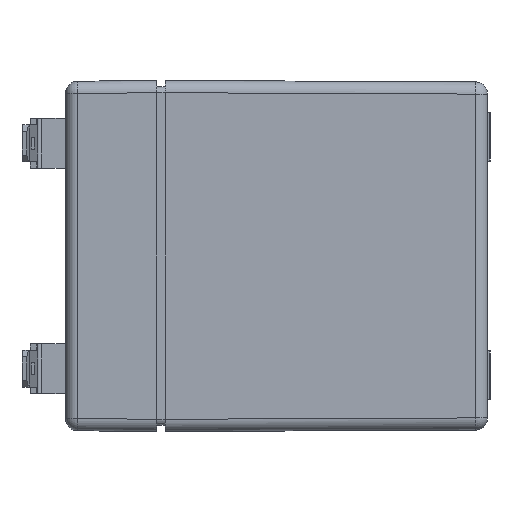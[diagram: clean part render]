
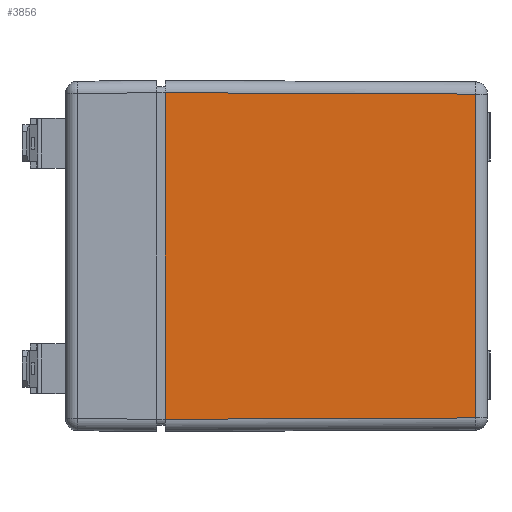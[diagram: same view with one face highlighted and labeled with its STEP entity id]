
A CAD part, left-side view. The second image highlights one B-rep face of the part: STEP entity #3856.
In plain terms, the highlighted planar face has unit normal (-1, -0.004, 0).
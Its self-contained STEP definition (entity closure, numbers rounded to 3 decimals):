
#123 = AXIS2_PLACEMENT_3D ( 'NONE', #4614, #1010, #4170 ) ;
#126 = LINE ( 'NONE', #158, #3397 ) ;
#158 = CARTESIAN_POINT ( 'NONE',  ( -48.5, 0.007, -20. ) ) ;
#435 = VERTEX_POINT ( 'NONE', #4113 ) ;
#1010 = DIRECTION ( 'NONE',  ( -1., -0.004, 0. ) ) ;
#1109 = FACE_OUTER_BOUND ( 'NONE', #2066, .T. ) ;
#1582 = VECTOR ( 'NONE', #1719, 1000. ) ;
#1598 = LINE ( 'NONE', #5209, #4941 ) ;
#1669 = CARTESIAN_POINT ( 'NONE',  ( -48.332, -38.507, 19.832 ) ) ;
#1719 = DIRECTION ( 'NONE',  ( 0., 0., 1. ) ) ;
#1880 = VERTEX_POINT ( 'NONE', #1669 ) ;
#2066 = EDGE_LOOP ( 'NONE', ( #4143, #5086, #2683, #5392 ) ) ;
#2086 = CARTESIAN_POINT ( 'NONE',  ( -48.498, -0.5, -19.998 ) ) ;
#2100 = CARTESIAN_POINT ( 'NONE',  ( -48.498, -0.5, 19.998 ) ) ;
#2178 = EDGE_CURVE ( 'NONE', #3485, #435, #126, .T. ) ;
#2395 = LINE ( 'NONE', #4198, #3399 ) ;
#2525 = LINE ( 'NONE', #5179, #1582 ) ;
#2533 = PLANE ( 'NONE',  #123 ) ;
#2683 = ORIENTED_EDGE ( 'NONE', *, *, #3575, .T. ) ;
#2689 = EDGE_CURVE ( 'NONE', #3485, #4676, #2395, .T. ) ;
#3397 = VECTOR ( 'NONE', #5071, 1000. ) ;
#3399 = VECTOR ( 'NONE', #5104, 1000. ) ;
#3485 = VERTEX_POINT ( 'NONE', #2086 ) ;
#3575 = EDGE_CURVE ( 'NONE', #435, #1880, #2525, .T. ) ;
#3856 = ADVANCED_FACE ( 'NONE', ( #1109 ), #2533, .T. ) ;
#4113 = CARTESIAN_POINT ( 'NONE',  ( -48.332, -38.507, -19.832 ) ) ;
#4143 = ORIENTED_EDGE ( 'NONE', *, *, #2689, .F. ) ;
#4170 = DIRECTION ( 'NONE',  ( 0.004, -1., 0. ) ) ;
#4192 = EDGE_CURVE ( 'NONE', #1880, #4676, #1598, .T. ) ;
#4198 = CARTESIAN_POINT ( 'NONE',  ( -48.498, -0.5, -21.5 ) ) ;
#4614 = CARTESIAN_POINT ( 'NONE',  ( -48.5, 0., -21.5 ) ) ;
#4676 = VERTEX_POINT ( 'NONE', #2100 ) ;
#4941 = VECTOR ( 'NONE', #5177, 1000. ) ;
#5071 = DIRECTION ( 'NONE',  ( 0.004, -1., 0.004 ) ) ;
#5086 = ORIENTED_EDGE ( 'NONE', *, *, #2178, .T. ) ;
#5104 = DIRECTION ( 'NONE',  ( 0., 0., 1. ) ) ;
#5177 = DIRECTION ( 'NONE',  ( -0.004, 1., 0.004 ) ) ;
#5179 = CARTESIAN_POINT ( 'NONE',  ( -48.332, -38.507, 21.325 ) ) ;
#5209 = CARTESIAN_POINT ( 'NONE',  ( -48.499, -0.181, 19.999 ) ) ;
#5392 = ORIENTED_EDGE ( 'NONE', *, *, #4192, .T. ) ;
